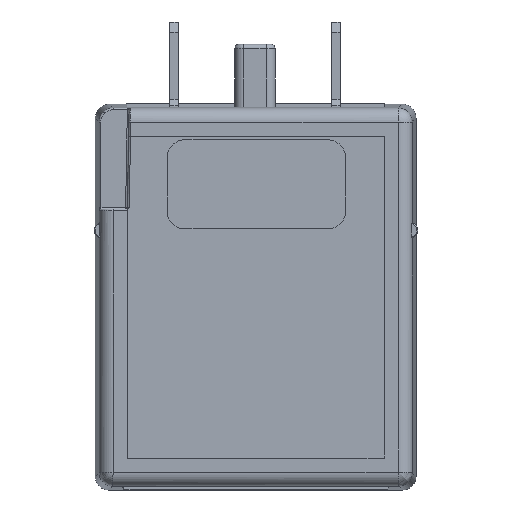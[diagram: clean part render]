
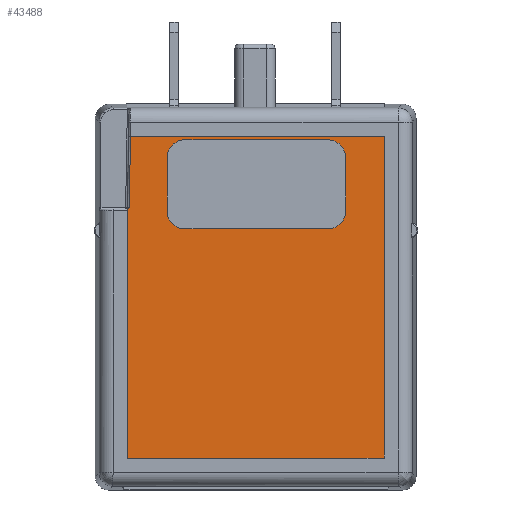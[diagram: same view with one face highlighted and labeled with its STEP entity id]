
A CAD part, front view. The second image highlights one B-rep face of the part: STEP entity #43488.
In plain terms, the highlighted planar face has unit normal (0, -1, 0).
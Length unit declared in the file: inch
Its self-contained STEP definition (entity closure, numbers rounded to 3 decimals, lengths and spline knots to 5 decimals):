
#837 = VECTOR ( 'NONE', #31855, 39.37008 ) ;
#2294 = CARTESIAN_POINT ( 'NONE',  ( 0.18955, -0.96457, -0.58356 ) ) ;
#2298 = B_SPLINE_CURVE_WITH_KNOTS ( 'NONE', 3,
 ( #42729, #4195, #35952, #43025 ),
 .UNSPECIFIED., .F., .F.,
 ( 4, 4 ),
 ( 0.00032, 0.00036 ),
 .UNSPECIFIED. ) ;
#3133 = ORIENTED_EDGE ( 'NONE', *, *, #27670, .T. ) ;
#3597 = LINE ( 'NONE', #24438, #837 ) ;
#3687 = ORIENTED_EDGE ( 'NONE', *, *, #39548, .T. ) ;
#4195 = CARTESIAN_POINT ( 'NONE',  ( 0.18215, -0.96457, -0.5887 ) ) ;
#4795 = ORIENTED_EDGE ( 'NONE', *, *, #13785, .T. ) ;
#6841 = CARTESIAN_POINT ( 'NONE',  ( 0.19955, -0.96457, -0.18122 ) ) ;
#8193 = VERTEX_POINT ( 'NONE', #18903 ) ;
#8780 = EDGE_CURVE ( 'NONE', #8193, #26198, #3597, .T. ) ;
#9539 = VECTOR ( 'NONE', #39425, 39.37008 ) ;
#9840 = DIRECTION ( 'NONE',  ( 1., 0., 0. ) ) ;
#10766 = VERTEX_POINT ( 'NONE', #17752 ) ;
#10915 = PLANE ( 'NONE',  #36987 ) ;
#13429 = DIRECTION ( 'NONE',  ( -0.017, 0., -1. ) ) ;
#13587 = CARTESIAN_POINT ( 'NONE',  ( 0.18259, -0.96457, -0.58848 ) ) ;
#13785 = EDGE_CURVE ( 'NONE', #29966, #10766, #42514, .T. ) ;
#14418 = CARTESIAN_POINT ( 'NONE',  ( 1.61996, -0.96457, -0.18122 ) ) ;
#14743 = EDGE_CURVE ( 'NONE', #10766, #15035, #44190, .T. ) ;
#15035 = VERTEX_POINT ( 'NONE', #6841 ) ;
#16851 = ORIENTED_EDGE ( 'NONE', *, *, #8780, .T. ) ;
#17752 = CARTESIAN_POINT ( 'NONE',  ( 1.61996, -0.96457, -0.18122 ) ) ;
#18903 = CARTESIAN_POINT ( 'NONE',  ( 0.18122, -0.96457, -0.58909 ) ) ;
#19239 = CARTESIAN_POINT ( 'NONE',  ( 0.18643, -0.96457, -0.58661 ) ) ;
#19626 = CARTESIAN_POINT ( 'NONE',  ( 1.61996, -0.96457, -1.98414 ) ) ;
#20077 = CARTESIAN_POINT ( 'NONE',  ( 0.1924, -0.96457, -0.59038 ) ) ;
#20953 = CARTESIAN_POINT ( 'NONE',  ( 1.61996, -0.96457, -0.18122 ) ) ;
#21230 = DIRECTION ( 'NONE',  ( 0., -1., 0. ) ) ;
#22893 = CARTESIAN_POINT ( 'NONE',  ( 0.18259, -0.96457, -0.58848 ) ) ;
#23045 = CARTESIAN_POINT ( 'NONE',  ( 0.19258, -0.96457, -0.58054 ) ) ;
#24438 = CARTESIAN_POINT ( 'NONE',  ( 0.18122, -0.96457, -1.98414 ) ) ;
#26104 = CARTESIAN_POINT ( 'NONE',  ( 0.18122, -0.96457, -1.98414 ) ) ;
#26198 = VERTEX_POINT ( 'NONE', #26104 ) ;
#27121 = VERTEX_POINT ( 'NONE', #13587 ) ;
#27670 = EDGE_CURVE ( 'NONE', #27121, #8193, #2298, .T. ) ;
#28990 = VECTOR ( 'NONE', #37042, 39.37008 ) ;
#29625 = FACE_OUTER_BOUND ( 'NONE', #30003, .T. ) ;
#29724 = CARTESIAN_POINT ( 'NONE',  ( 0.19258, -0.96457, -0.58054 ) ) ;
#29966 = VERTEX_POINT ( 'NONE', #38231 ) ;
#30003 = EDGE_LOOP ( 'NONE', ( #33967, #36858, #31202, #3133, #16851, #3687, #4795 ) ) ;
#30552 = VERTEX_POINT ( 'NONE', #29724 ) ;
#30607 = CARTESIAN_POINT ( 'NONE',  ( 1.61996, -0.96457, -1.98414 ) ) ;
#31202 = ORIENTED_EDGE ( 'NONE', *, *, #43729, .T. ) ;
#31855 = DIRECTION ( 'NONE',  ( 0., 0., -1. ) ) ;
#31998 = DIRECTION ( 'NONE',  ( 0., 0., -1. ) ) ;
#33184 = EDGE_CURVE ( 'NONE', #15035, #30552, #38246, .T. ) ;
#33391 = LINE ( 'NONE', #30607, #41516 ) ;
#33967 = ORIENTED_EDGE ( 'NONE', *, *, #14743, .T. ) ;
#35952 = CARTESIAN_POINT ( 'NONE',  ( 0.18169, -0.96457, -0.5889 ) ) ;
#36858 = ORIENTED_EDGE ( 'NONE', *, *, #33184, .T. ) ;
#36987 = AXIS2_PLACEMENT_3D ( 'NONE', #14418, #21230, #31998 ) ;
#37042 = DIRECTION ( 'NONE',  ( 0., 0., 1. ) ) ;
#38231 = CARTESIAN_POINT ( 'NONE',  ( 1.61996, -0.96457, -1.98414 ) ) ;
#38246 = LINE ( 'NONE', #20077, #42012 ) ;
#39425 = DIRECTION ( 'NONE',  ( -1., 0., 0. ) ) ;
#39548 = EDGE_CURVE ( 'NONE', #26198, #29966, #33391, .T. ) ;
#41516 = VECTOR ( 'NONE', #9840, 39.37008 ) ;
#42012 = VECTOR ( 'NONE', #13429, 39.37008 ) ;
#42514 = LINE ( 'NONE', #19626, #28990 ) ;
#42729 = CARTESIAN_POINT ( 'NONE',  ( 0.18259, -0.96457, -0.58848 ) ) ;
#43025 = CARTESIAN_POINT ( 'NONE',  ( 0.18122, -0.96457, -0.58909 ) ) ;
#43488 = ADVANCED_FACE ( 'NONE', ( #29625 ), #10915, .T. ) ;
#43729 = EDGE_CURVE ( 'NONE', #30552, #27121, #43837, .T. ) ;
#43837 = B_SPLINE_CURVE_WITH_KNOTS ( 'NONE', 3,
 ( #23045, #2294, #19239, #22893 ),
 .UNSPECIFIED., .F., .F.,
 ( 4, 4 ),
 ( 0., 0.00032 ),
 .UNSPECIFIED. ) ;
#44190 = LINE ( 'NONE', #20953, #9539 ) ;
